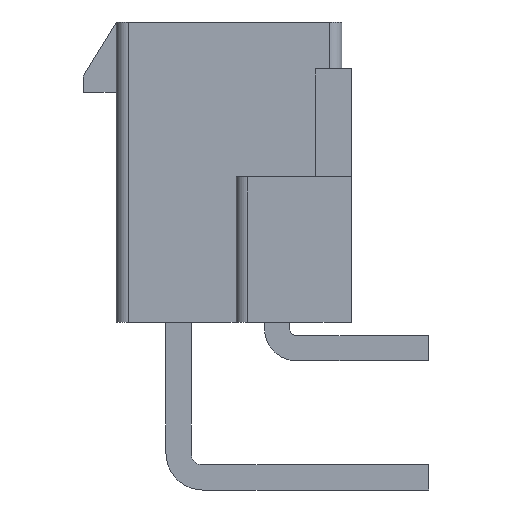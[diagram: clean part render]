
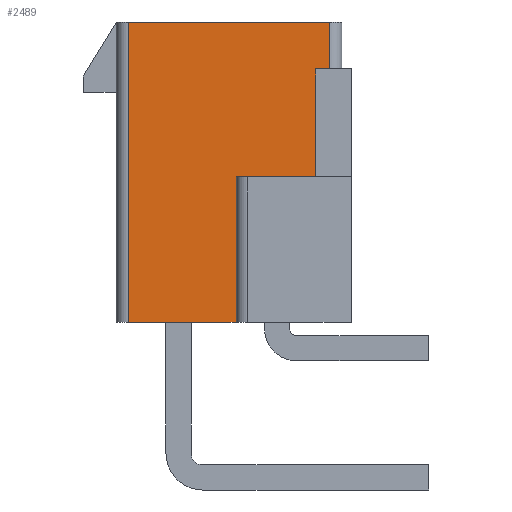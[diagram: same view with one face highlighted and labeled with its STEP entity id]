
A CAD part, left-side view. The second image highlights one B-rep face of the part: STEP entity #2489.
In plain terms, the highlighted planar face has unit normal (-1, 0, 0).
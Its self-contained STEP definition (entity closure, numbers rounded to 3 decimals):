
#45=DIRECTION('',(0.,1.,0.));
#46=VECTOR('',#45,8.6);
#47=CARTESIAN_POINT('',(-2.7,0.9,0.));
#48=LINE('',#47,#46);
#264=DIRECTION('',(0.,1.,0.));
#265=VECTOR('',#264,4.6);
#266=CARTESIAN_POINT('',(-2.7,4.9,-12.8));
#267=LINE('',#266,#265);
#827=DIRECTION('',(0.,1.,0.));
#828=VECTOR('',#827,0.6);
#829=CARTESIAN_POINT('',(-2.7,0.9,-2.));
#830=LINE('',#829,#828);
#831=DIRECTION('',(0.,0.,-1.));
#832=VECTOR('',#831,4.6);
#833=CARTESIAN_POINT('',(-2.7,1.5,-2.));
#834=LINE('',#833,#832);
#835=DIRECTION('',(0.,1.,0.));
#836=VECTOR('',#835,3.4);
#837=CARTESIAN_POINT('',(-2.7,1.5,-6.6));
#838=LINE('',#837,#836);
#839=DIRECTION('',(0.,0.,1.));
#840=VECTOR('',#839,6.2);
#841=CARTESIAN_POINT('',(-2.7,4.9,-12.8));
#842=LINE('',#841,#840);
#852=DIRECTION('',(0.,0.,1.));
#853=VECTOR('',#852,12.8);
#854=CARTESIAN_POINT('',(-2.7,9.5,-12.8));
#855=LINE('',#854,#853);
#905=DIRECTION('',(0.,0.,1.));
#906=VECTOR('',#905,2.);
#907=CARTESIAN_POINT('',(-2.7,0.9,-2.));
#908=LINE('',#907,#906);
#1015=CARTESIAN_POINT('',(-2.7,4.9,-12.8));
#1016=CARTESIAN_POINT('',(-2.7,4.9,-6.6));
#1017=VERTEX_POINT('',#1015);
#1018=VERTEX_POINT('',#1016);
#1099=CARTESIAN_POINT('',(-2.7,1.5,-2.));
#1100=CARTESIAN_POINT('',(-2.7,1.5,-6.6));
#1101=VERTEX_POINT('',#1099);
#1102=VERTEX_POINT('',#1100);
#1299=CARTESIAN_POINT('',(-2.7,9.5,0.));
#1300=VERTEX_POINT('',#1299);
#1301=CARTESIAN_POINT('',(-2.7,9.5,-12.8));
#1302=VERTEX_POINT('',#1301);
#1311=CARTESIAN_POINT('',(-2.7,0.9,-2.));
#1312=CARTESIAN_POINT('',(-2.7,0.9,0.));
#1313=VERTEX_POINT('',#1311);
#1314=VERTEX_POINT('',#1312);
#2471=CARTESIAN_POINT('',(-2.7,0.4,0.));
#2472=DIRECTION('',(-1.,0.,0.));
#2473=DIRECTION('',(0.,1.,0.));
#2474=AXIS2_PLACEMENT_3D('',#2471,#2472,#2473);
#2475=PLANE('',#2474);
#2477=ORIENTED_EDGE('',*,*,#2476,.T.);
#2478=ORIENTED_EDGE('',*,*,#1330,.F.);
#2480=ORIENTED_EDGE('',*,*,#2479,.F.);
#2481=ORIENTED_EDGE('',*,*,#2146,.T.);
#2482=ORIENTED_EDGE('',*,*,#2463,.T.);
#2483=ORIENTED_EDGE('',*,*,#2227,.T.);
#2485=ORIENTED_EDGE('',*,*,#2484,.F.);
#2486=ORIENTED_EDGE('',*,*,#1611,.T.);
#2487=EDGE_LOOP('',(#2477,#2478,#2480,#2481,#2482,#2483,#2485,#2486));
#2488=FACE_OUTER_BOUND('',#2487,.F.);
#2489=ADVANCED_FACE('',(#2488),#2475,.T.);
#1330=EDGE_CURVE('',#1314,#1300,#48,.T.);
#1611=EDGE_CURVE('',#1017,#1302,#267,.T.);
#2146=EDGE_CURVE('',#1313,#1101,#830,.T.);
#2227=EDGE_CURVE('',#1102,#1018,#838,.T.);
#2463=EDGE_CURVE('',#1101,#1102,#834,.T.);
#2476=EDGE_CURVE('',#1302,#1300,#855,.T.);
#2479=EDGE_CURVE('',#1313,#1314,#908,.T.);
#2484=EDGE_CURVE('',#1017,#1018,#842,.T.);
